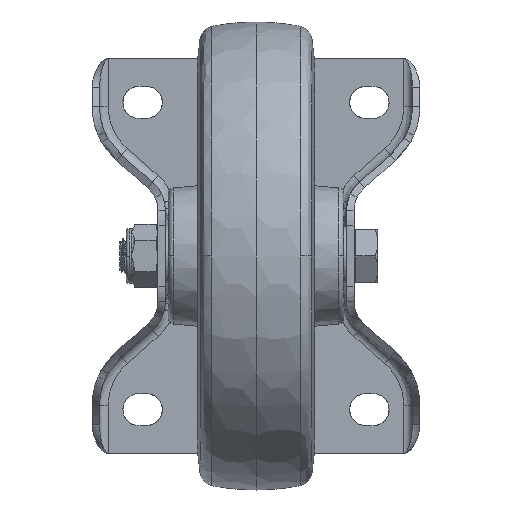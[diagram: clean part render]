
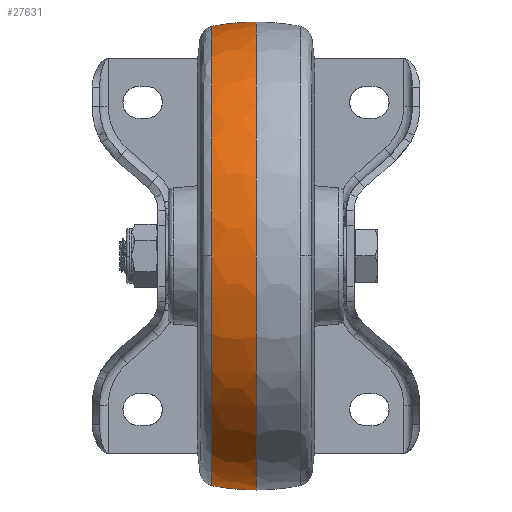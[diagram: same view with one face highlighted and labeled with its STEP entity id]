
A CAD part, front view. The second image highlights one B-rep face of the part: STEP entity #27631.
In plain terms, the highlighted toroidal (fillet/blend) face has major radius 0.018 mm and minor radius 80 mm.
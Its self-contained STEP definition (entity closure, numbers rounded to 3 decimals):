
#734 = ORIENTED_EDGE ( 'NONE', *, *, #10041, .F. ) ;
#1092 = CARTESIAN_POINT ( 'NONE',  ( -0.012, -115.5, 0. ) ) ;
#2144 = CIRCLE ( 'NONE', #20286, 79.982 ) ;
#2692 = CIRCLE ( 'NONE', #28563, 80. ) ;
#3263 = DIRECTION ( 'NONE',  ( 0., 1., 0. ) ) ;
#3581 = EDGE_CURVE ( 'NONE', #25864, #28201, #29848, .T. ) ;
#5474 = ORIENTED_EDGE ( 'NONE', *, *, #3581, .T. ) ;
#5629 = DIRECTION ( 'NONE',  ( 0., 0.998, 0.063 ) ) ;
#5823 = CARTESIAN_POINT ( 'NONE',  ( 0., -115.5, 79.982 ) ) ;
#7232 = TOROIDAL_SURFACE ( 'NONE', #27966, -0.018, 80. ) ;
#10041 = EDGE_CURVE ( 'NONE', #35301, #24662, #2144, .T. ) ;
#10400 = DIRECTION ( 'NONE',  ( 0., 0., 1. ) ) ;
#10439 = AXIS2_PLACEMENT_3D ( 'NONE', #29778, #35303, #35504 ) ;
#11233 = CARTESIAN_POINT ( 'NONE',  ( -0.012, -115.5, -0.018 ) ) ;
#11358 = DIRECTION ( 'NONE',  ( -1., 0., 0. ) ) ;
#11559 = EDGE_CURVE ( 'NONE', #24662, #14218, #24180, .T. ) ;
#11725 = CARTESIAN_POINT ( 'NONE',  ( -15.076, -115.5, 78.551 ) ) ;
#12966 = ORIENTED_EDGE ( 'NONE', *, *, #25140, .T. ) ;
#14218 = VERTEX_POINT ( 'NONE', #24026 ) ;
#14946 = DIRECTION ( 'NONE',  ( 1., 0., 0. ) ) ;
#16404 = AXIS2_PLACEMENT_3D ( 'NONE', #22368, #14946, #5629 ) ;
#17657 = CARTESIAN_POINT ( 'NONE',  ( -15.076, -194.051, 0. ) ) ;
#20286 = AXIS2_PLACEMENT_3D ( 'NONE', #33781, #25049, #21391 ) ;
#21391 = DIRECTION ( 'NONE',  ( 0., 0.998, 0.063 ) ) ;
#22368 = CARTESIAN_POINT ( 'NONE',  ( -15.076, -115.5, 0. ) ) ;
#24026 = CARTESIAN_POINT ( 'NONE',  ( -15.076, -115.5, -78.551 ) ) ;
#24180 = CIRCLE ( 'NONE', #33259, 80. ) ;
#24662 = VERTEX_POINT ( 'NONE', #38876 ) ;
#25049 = DIRECTION ( 'NONE',  ( 1., 0., 0. ) ) ;
#25140 = EDGE_CURVE ( 'NONE', #35301, #25864, #2692, .T. ) ;
#25864 = VERTEX_POINT ( 'NONE', #11725 ) ;
#26081 = ORIENTED_EDGE ( 'NONE', *, *, #35174, .T. ) ;
#27402 = CARTESIAN_POINT ( 'NONE',  ( -0.012, -115.5, 0.018 ) ) ;
#27631 = ADVANCED_FACE ( 'NONE', ( #28251 ), #7232, .T. ) ;
#27966 = AXIS2_PLACEMENT_3D ( 'NONE', #1092, #11358, #10400 ) ;
#28201 = VERTEX_POINT ( 'NONE', #17657 ) ;
#28251 = FACE_OUTER_BOUND ( 'NONE', #32051, .T. ) ;
#28563 = AXIS2_PLACEMENT_3D ( 'NONE', #11233, #33320, #33110 ) ;
#29118 = ORIENTED_EDGE ( 'NONE', *, *, #11559, .F. ) ;
#29778 = CARTESIAN_POINT ( 'NONE',  ( -15.076, -115.5, 0. ) ) ;
#29848 = CIRCLE ( 'NONE', #10439, 78.551 ) ;
#32051 = EDGE_LOOP ( 'NONE', ( #29118, #734, #12966, #5474, #26081 ) ) ;
#33110 = DIRECTION ( 'NONE',  ( 0., 0., -1. ) ) ;
#33259 = AXIS2_PLACEMENT_3D ( 'NONE', #27402, #3263, #39795 ) ;
#33320 = DIRECTION ( 'NONE',  ( 0., -1., 0. ) ) ;
#33781 = CARTESIAN_POINT ( 'NONE',  ( 0., -115.5, 0. ) ) ;
#33876 = CIRCLE ( 'NONE', #16404, 78.551 ) ;
#35174 = EDGE_CURVE ( 'NONE', #28201, #14218, #33876, .T. ) ;
#35301 = VERTEX_POINT ( 'NONE', #5823 ) ;
#35303 = DIRECTION ( 'NONE',  ( 1., 0., 0. ) ) ;
#35504 = DIRECTION ( 'NONE',  ( 0., 0.998, 0.063 ) ) ;
#38876 = CARTESIAN_POINT ( 'NONE',  ( 0., -115.5, -79.982 ) ) ;
#39795 = DIRECTION ( 'NONE',  ( 0., 0., 1. ) ) ;
